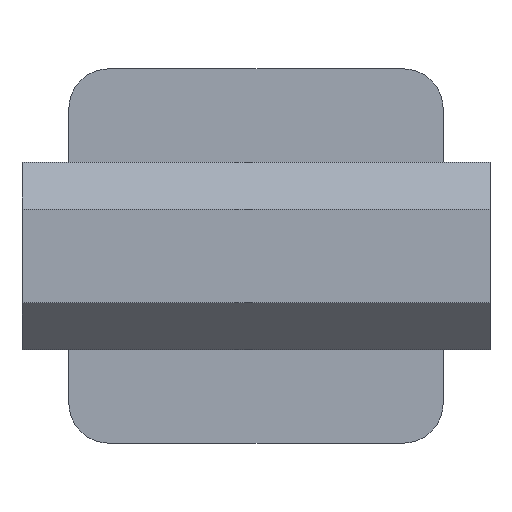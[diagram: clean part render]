
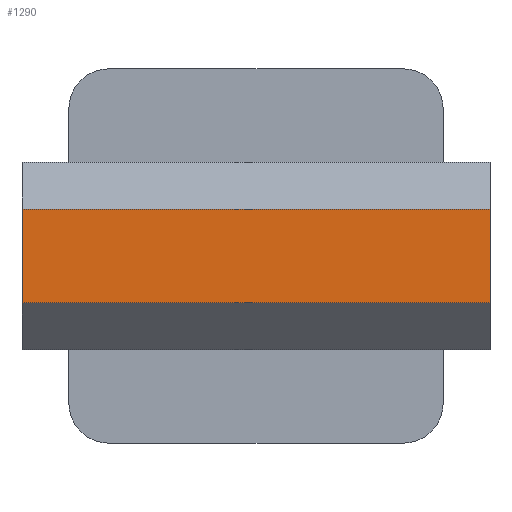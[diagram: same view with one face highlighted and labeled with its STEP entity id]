
A CAD part, front view. The second image highlights one B-rep face of the part: STEP entity #1290.
In plain terms, the highlighted planar face has unit normal (0, -1, 0).
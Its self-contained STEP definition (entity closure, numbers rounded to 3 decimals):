
#28 = CARTESIAN_POINT ( 'NONE',  ( -35., -44.1, 7. ) ) ;
#88 = DIRECTION ( 'NONE',  ( 0., 0., 1. ) ) ;
#317 = VERTEX_POINT ( 'NONE', #28 ) ;
#417 = VERTEX_POINT ( 'NONE', #628 ) ;
#421 = EDGE_CURVE ( 'NONE', #417, #2175, #2289, .T. ) ;
#450 = EDGE_CURVE ( 'NONE', #2175, #1550, #1334, .T. ) ;
#478 = DIRECTION ( 'NONE',  ( 0., 1., 0. ) ) ;
#525 = ORIENTED_EDGE ( 'NONE', *, *, #421, .F. ) ;
#560 = LINE ( 'NONE', #2230, #2262 ) ;
#628 = CARTESIAN_POINT ( 'NONE',  ( 35., -44.1, 7. ) ) ;
#731 = AXIS2_PLACEMENT_3D ( 'NONE', #1919, #478, #88 ) ;
#785 = LINE ( 'NONE', #1163, #1005 ) ;
#800 = FACE_OUTER_BOUND ( 'NONE', #2070, .T. ) ;
#808 = DIRECTION ( 'NONE',  ( -1., 0., 0. ) ) ;
#815 = CARTESIAN_POINT ( 'NONE',  ( 35., -44.1, -7. ) ) ;
#909 = CARTESIAN_POINT ( 'NONE',  ( 35., -44.1, -7. ) ) ;
#1005 = VECTOR ( 'NONE', #808, 1000. ) ;
#1163 = CARTESIAN_POINT ( 'NONE',  ( 35., -44.1, 7. ) ) ;
#1216 = CARTESIAN_POINT ( 'NONE',  ( -35., -44.1, -7. ) ) ;
#1290 = ADVANCED_FACE ( 'NONE', ( #800 ), #2119, .F. ) ;
#1292 = ORIENTED_EDGE ( 'NONE', *, *, #450, .F. ) ;
#1334 = LINE ( 'NONE', #815, #2109 ) ;
#1361 = CARTESIAN_POINT ( 'NONE',  ( 35., -44.1, -7. ) ) ;
#1367 = EDGE_CURVE ( 'NONE', #317, #1550, #560, .T. ) ;
#1450 = EDGE_CURVE ( 'NONE', #417, #317, #785, .T. ) ;
#1550 = VERTEX_POINT ( 'NONE', #1216 ) ;
#1640 = DIRECTION ( 'NONE',  ( 0., 0., -1. ) ) ;
#1688 = ORIENTED_EDGE ( 'NONE', *, *, #1367, .T. ) ;
#1692 = DIRECTION ( 'NONE',  ( -1., 0., 0. ) ) ;
#1852 = ORIENTED_EDGE ( 'NONE', *, *, #1450, .T. ) ;
#1919 = CARTESIAN_POINT ( 'NONE',  ( 35., -44.1, -7. ) ) ;
#2070 = EDGE_LOOP ( 'NONE', ( #1852, #1688, #1292, #525 ) ) ;
#2105 = DIRECTION ( 'NONE',  ( 0., 0., -1. ) ) ;
#2109 = VECTOR ( 'NONE', #1692, 1000. ) ;
#2119 = PLANE ( 'NONE',  #731 ) ;
#2175 = VERTEX_POINT ( 'NONE', #909 ) ;
#2230 = CARTESIAN_POINT ( 'NONE',  ( -35., -44.1, -7. ) ) ;
#2262 = VECTOR ( 'NONE', #1640, 1000. ) ;
#2289 = LINE ( 'NONE', #1361, #2295 ) ;
#2295 = VECTOR ( 'NONE', #2105, 1000. ) ;
